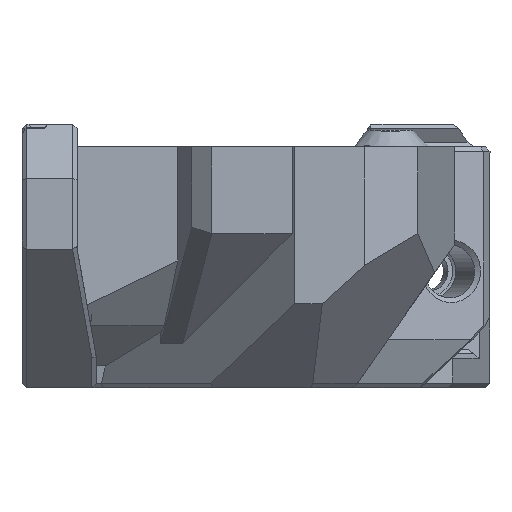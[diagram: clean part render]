
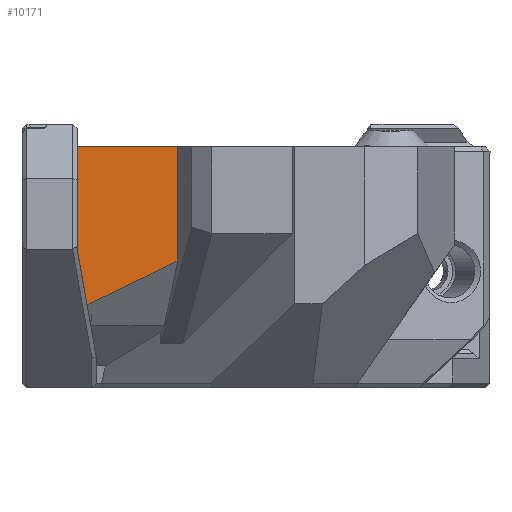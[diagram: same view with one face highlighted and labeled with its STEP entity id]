
A CAD part, left-side view. The second image highlights one B-rep face of the part: STEP entity #10171.
In plain terms, the highlighted planar face has unit normal (-1, 0, 0).
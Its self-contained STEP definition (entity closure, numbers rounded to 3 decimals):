
#2064=ORIENTED_EDGE('',*,*,#4344,.T.);
#2065=ORIENTED_EDGE('',*,*,#4316,.F.);
#2066=ORIENTED_EDGE('',*,*,#4263,.F.);
#2067=ORIENTED_EDGE('',*,*,#4257,.T.);
#2068=ORIENTED_EDGE('',*,*,#4237,.T.);
#4237=EDGE_CURVE('',#5450,#5449,#6427,.T.);
#4257=EDGE_CURVE('',#5466,#5450,#6445,.T.);
#4263=EDGE_CURVE('',#5466,#5471,#6451,.T.);
#4316=EDGE_CURVE('',#5471,#5504,#6503,.T.);
#4344=EDGE_CURVE('',#5449,#5504,#6529,.T.);
#5449=VERTEX_POINT('',#17848);
#5450=VERTEX_POINT('',#17850);
#5466=VERTEX_POINT('',#17895);
#5471=VERTEX_POINT('',#17907);
#5504=VERTEX_POINT('',#18008);
#6427=LINE('',#17849,#7531);
#6445=LINE('',#17894,#7549);
#6451=LINE('',#17906,#7555);
#6503=LINE('',#18007,#7607);
#6529=LINE('',#18062,#7633);
#7531=VECTOR('',#12716,1000.);
#7549=VECTOR('',#12756,1000.);
#7555=VECTOR('',#12764,1000.);
#7607=VECTOR('',#12848,1000.);
#7633=VECTOR('',#12894,1000.);
#8442=EDGE_LOOP('',(#2064,#2065,#2066,#2067,#2068));
#9116=FACE_BOUND('',#8442,.T.);
#9655=PLANE('',#10927);
#10171=ADVANCED_FACE('',(#9116),#9655,.T.);
#10927=AXIS2_PLACEMENT_3D('',#18061,#12892,#12893);
#12716=DIRECTION('',(0.,0.,1.));
#12756=DIRECTION('',(0.,-0.901,0.435));
#12764=DIRECTION('',(0.,0.174,0.985));
#12848=DIRECTION('',(0.,0.,1.));
#12892=DIRECTION('',(-1.,0.,0.));
#12893=DIRECTION('',(0.,-1.,0.));
#12894=DIRECTION('',(0.,1.,0.));
#17848=CARTESIAN_POINT('',(-12.879,3.617,21.3));
#17849=CARTESIAN_POINT('',(-12.879,3.617,16.78));
#17850=CARTESIAN_POINT('',(-12.879,3.617,11.208));
#17894=CARTESIAN_POINT('',(-12.879,-0.426,13.16));
#17895=CARTESIAN_POINT('',(-12.879,11.631,7.34));
#17906=CARTESIAN_POINT('',(-12.879,12.936,14.728));
#17907=CARTESIAN_POINT('',(-12.879,12.5,12.26));
#18007=CARTESIAN_POINT('',(-12.879,12.5,16.78));
#18008=CARTESIAN_POINT('',(-12.879,12.5,21.3));
#18061=CARTESIAN_POINT('',(-12.879,1.321,16.78));
#18062=CARTESIAN_POINT('',(-12.879,1.321,21.3));
